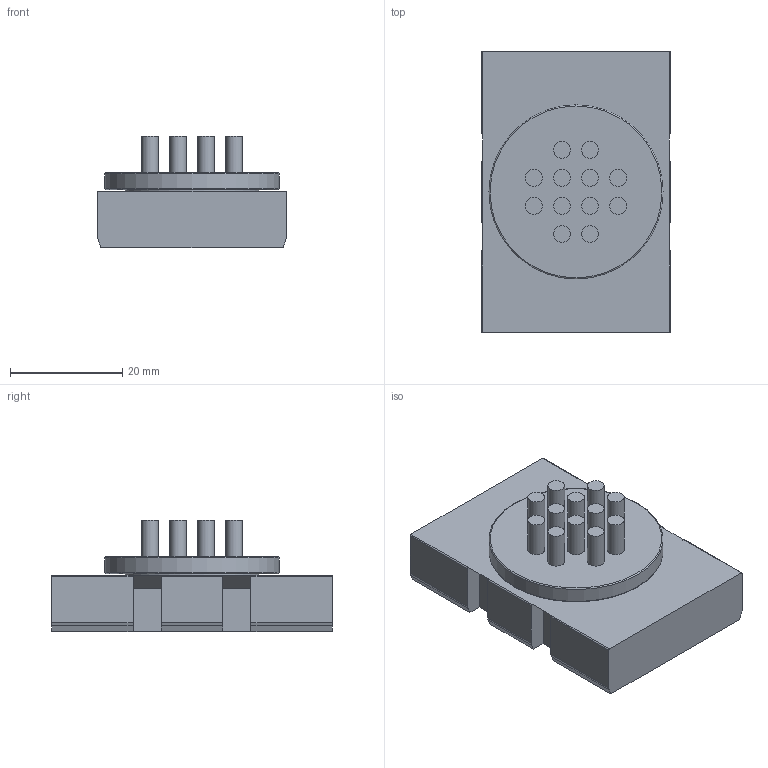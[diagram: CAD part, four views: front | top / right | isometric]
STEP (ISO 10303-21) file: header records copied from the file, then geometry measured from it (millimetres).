
FILE_DESCRIPTION(/* description */ ('KriTec Bürsteneinsatz ESD'),/* implementation_level */ '2;1');
FILE_NAME(/* name */ '14534_KriTec_Buersteneinsatz_ESD.stp',/* time_stamp */ '2020-06-23T15:03:24+02:00',/* author */ ('Nell'),/* organization */ (''),/* preprocessor_version */ 'ST-DEVELOPER v17',/* originating_system */ 'Autodesk Inventor 2018',/* authorisation */ 'unknown authorization');
FILE_SCHEMA (('AUTOMOTIVE_DESIGN { 1 0 10303 214 3 1 1 }'));
Length unit declared in the file: millimetre
Products named in the file (1): 14534
Bounding box: 33.6 x 50 x 19.81 mm (x, y, z)
Volume: 18414.2 mm3; surface area: 8556.9 mm2
Topology: 2 solids, 2 shells, 84 faces, 193 edges, 128 vertices
Faces by surface type: plane 59, cylinder 23, torus 2
Full cylindrical faces by diameter (mm): 3 x12, 20.6 x1, 23.8 x1, 24.8 x1, 25 x1, 31 x1
Entity records: 2421 total; most frequent: DIRECTION 421, CARTESIAN_POINT 406, ORIENTED_EDGE 386, EDGE_CURVE 193, AXIS2_PLACEMENT_3D 143, LINE 135, VECTOR 135, VERTEX_POINT 128
